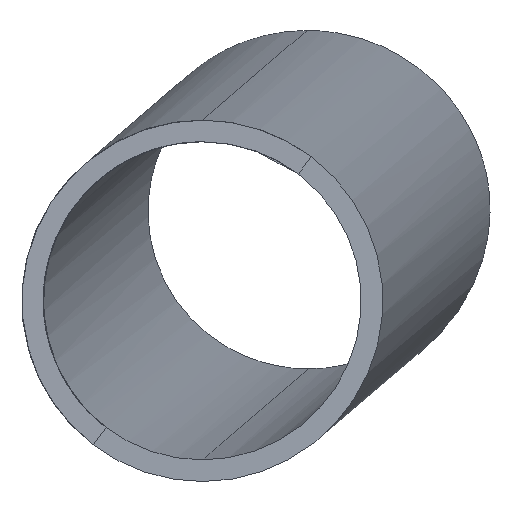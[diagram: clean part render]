
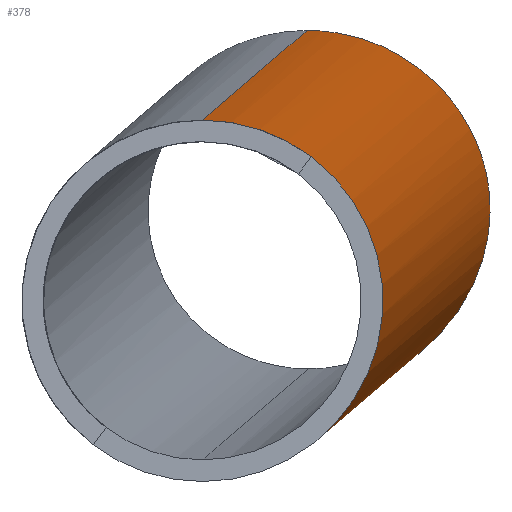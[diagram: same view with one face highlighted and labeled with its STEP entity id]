
A CAD part, left-side view. The second image highlights one B-rep face of the part: STEP entity #378.
In plain terms, the highlighted cylindrical face has radius 12.5 mm (diameter 25 mm), a partial arc.
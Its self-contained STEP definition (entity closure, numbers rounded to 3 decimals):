
#74=CARTESIAN_POINT('Vertex',(36.003,-179.721,-44.737)) ;
#78=CARTESIAN_POINT('Control Point',(39.128,-188.821,-65.821)) ;
#79=CARTESIAN_POINT('Control Point',(39.425,-189.186,-65.44)) ;
#80=CARTESIAN_POINT('Control Point',(39.728,-189.529,-65.044)) ;
#81=CARTESIAN_POINT('Control Point',(40.036,-189.849,-64.632)) ;
#82=CARTESIAN_POINT('Control Point',(40.927,-190.707,-63.411)) ;
#83=CARTESIAN_POINT('Control Point',(41.807,-191.385,-62.069)) ;
#84=CARTESIAN_POINT('Control Point',(42.355,-191.751,-61.146)) ;
#85=CARTESIAN_POINT('Control Point',(43.018,-192.14,-59.777)) ;
#86=CARTESIAN_POINT('Control Point',(43.358,-192.325,-58.28)) ;
#87=CARTESIAN_POINT('Control Point',(43.421,-192.358,-57.874)) ;
#88=CARTESIAN_POINT('Control Point',(43.484,-192.391,-56.994)) ;
#89=CARTESIAN_POINT('Control Point',(43.396,-192.345,-56.116)) ;
#90=CARTESIAN_POINT('Control Point',(43.306,-192.297,-55.656)) ;
#91=CARTESIAN_POINT('Control Point',(43.07,-192.168,-54.806)) ;
#92=CARTESIAN_POINT('Control Point',(42.739,-191.972,-54.002)) ;
#93=CARTESIAN_POINT('Control Point',(42.566,-191.866,-53.632)) ;
#94=CARTESIAN_POINT('Control Point',(41.753,-191.345,-52.05)) ;
#95=CARTESIAN_POINT('Control Point',(40.768,-190.595,-50.649)) ;
#96=CARTESIAN_POINT('Control Point',(40.012,-189.899,-49.645)) ;
#97=CARTESIAN_POINT('Control Point',(38.851,-188.6,-48.183)) ;
#98=CARTESIAN_POINT('Control Point',(37.837,-186.985,-46.964)) ;
#99=CARTESIAN_POINT('Control Point',(37.491,-186.351,-46.553)) ;
#100=CARTESIAN_POINT('Control Point',(36.765,-184.777,-45.693)) ;
#101=CARTESIAN_POINT('Control Point',(36.263,-182.998,-45.096)) ;
#102=CARTESIAN_POINT('Control Point',(36.067,-181.925,-44.856)) ;
#103=CARTESIAN_POINT('Control Point',(35.981,-180.822,-44.737)) ;
#104=CARTESIAN_POINT('Control Point',(36.003,-179.721,-44.737)) ;
#105=CARTESIAN_POINT('Vertex',(39.128,-188.821,-65.821)) ;
#167=CARTESIAN_POINT('Control Point',(43.909,-179.879,-69.606)) ;
#168=CARTESIAN_POINT('Control Point',(43.909,-180.668,-69.605)) ;
#169=CARTESIAN_POINT('Control Point',(43.784,-181.457,-69.545)) ;
#170=CARTESIAN_POINT('Control Point',(43.535,-182.21,-69.424)) ;
#171=CARTESIAN_POINT('Control Point',(42.985,-183.47,-69.13)) ;
#172=CARTESIAN_POINT('Control Point',(42.303,-184.621,-68.703)) ;
#173=CARTESIAN_POINT('Control Point',(41.991,-185.104,-68.493)) ;
#174=CARTESIAN_POINT('Control Point',(41.231,-186.212,-67.941)) ;
#175=CARTESIAN_POINT('Control Point',(40.446,-187.229,-67.261)) ;
#176=CARTESIAN_POINT('Control Point',(39.995,-187.79,-66.825)) ;
#177=CARTESIAN_POINT('Control Point',(39.554,-188.322,-66.345)) ;
#178=CARTESIAN_POINT('Control Point',(39.128,-188.821,-65.821)) ;
#179=CARTESIAN_POINT('Vertex',(43.909,-179.879,-69.606)) ;
#330=CARTESIAN_POINT('Axis2P3D Location',(-138.742,-176.235,-60.221)) ;
#335=CARTESIAN_POINT('Axis2P3D Location',(-327.484,-172.47,-63.441)) ;
#339=CARTESIAN_POINT('Vertex',(-327.271,-172.474,-75.939)) ;
#341=CARTESIAN_POINT('Vertex',(-327.804,-180.011,-53.477)) ;
#344=CARTESIAN_POINT('Line Origine',(-138.529,-176.239,-72.719)) ;
#349=CARTESIAN_POINT('Line Origine',(-138.955,-176.231,-47.722)) ;
#353=CARTESIAN_POINT('Vertex',(-327.468,-172.47,-50.939)) ;
#357=CARTESIAN_POINT('Control Point',(-327.804,-180.011,-53.477)) ;
#358=CARTESIAN_POINT('Control Point',(-327.788,-179.641,-53.197)) ;
#359=CARTESIAN_POINT('Control Point',(-327.771,-179.259,-52.934)) ;
#360=CARTESIAN_POINT('Control Point',(-327.756,-178.938,-52.74)) ;
#361=CARTESIAN_POINT('Control Point',(-327.73,-178.366,-52.409)) ;
#362=CARTESIAN_POINT('Control Point',(-327.704,-177.773,-52.116)) ;
#363=CARTESIAN_POINT('Control Point',(-327.689,-177.434,-51.956)) ;
#364=CARTESIAN_POINT('Control Point',(-327.635,-176.227,-51.473)) ;
#365=CARTESIAN_POINT('Control Point',(-327.579,-174.966,-51.149)) ;
#366=CARTESIAN_POINT('Control Point',(-327.542,-174.139,-51.009)) ;
#367=CARTESIAN_POINT('Control Point',(-327.505,-173.305,-50.939)) ;
#368=CARTESIAN_POINT('Control Point',(-327.468,-172.471,-50.939)) ;
#331=DIRECTION('Axis2P3D Direction',(-1.,0.02,-0.017)) ;
#332=DIRECTION('Axis2P3D XDirection',(0.017,0.,-1.)) ;
#336=DIRECTION('Axis2P3D Direction',(-1.,0.02,-0.017)) ;
#345=DIRECTION('Vector Direction',(-1.,0.02,-0.017)) ;
#350=DIRECTION('Vector Direction',(-1.,0.02,-0.017)) ;
#333=AXIS2_PLACEMENT_3D('Cylinder Axis2P3D',#330,#331,#332) ;
#337=AXIS2_PLACEMENT_3D('Circle Axis2P3D',#335,#336,$) ;
#371=ORIENTED_EDGE('',*,*,#343,.F.) ;
#372=ORIENTED_EDGE('',*,*,#348,.F.) ;
#373=ORIENTED_EDGE('',*,*,#181,.T.) ;
#374=ORIENTED_EDGE('',*,*,#107,.T.) ;
#375=ORIENTED_EDGE('',*,*,#355,.T.) ;
#376=ORIENTED_EDGE('',*,*,#369,.F.) ;
#346=VECTOR('Line Direction',#345,1.) ;
#351=VECTOR('Line Direction',#350,1.) ;
#378=ADVANCED_FACE('Corps principal',(#377),#334,.T.) ;
#77=B_SPLINE_CURVE_WITH_KNOTS('',5,(#78,#79,#80,#81,#82,#83,#84,#85,#86,#87,#88,#89,#90,#91,#92,#93,#94,#95,#96,#97,#98,#99,#100,#101,#102,#103,#104),.UNSPECIFIED.,.F.,.U.,(6,3,3,3,3,3,3,3,6),(15.252,19.529,27.532,30.433,33.747,36.721,46.841,52.688,60.476),.UNSPECIFIED.) ;
#166=B_SPLINE_CURVE_WITH_KNOTS('',5,(#167,#168,#169,#170,#171,#172,#173,#174,#175,#176,#177,#178),.UNSPECIFIED.,.F.,.U.,(6,3,3,6),(0.,5.583,9.906,15.842),.UNSPECIFIED.) ;
#356=B_SPLINE_CURVE_WITH_KNOTS('',5,(#357,#358,#359,#360,#361,#362,#363,#364,#365,#366,#367,#368),.UNSPECIFIED.,.F.,.U.,(6,3,3,6),(0.,3.282,6.564,12.468),.UNSPECIFIED.) ;
#338=CIRCLE('generated circle',#337,12.5) ;
#334=CYLINDRICAL_SURFACE('generated cylinder',#333,12.5) ;
#107=EDGE_CURVE('',#106,#75,#77,.T.) ;
#181=EDGE_CURVE('',#180,#106,#166,.T.) ;
#343=EDGE_CURVE('',#340,#342,#338,.T.) ;
#348=EDGE_CURVE('',#180,#340,#347,.T.) ;
#355=EDGE_CURVE('',#75,#354,#352,.T.) ;
#369=EDGE_CURVE('',#342,#354,#356,.T.) ;
#370=EDGE_LOOP('',(#371,#372,#373,#374,#375,#376)) ;
#377=FACE_OUTER_BOUND('',#370,.T.) ;
#347=LINE('Line',#344,#346) ;
#352=LINE('Line',#349,#351) ;
#75=VERTEX_POINT('',#74) ;
#106=VERTEX_POINT('',#105) ;
#180=VERTEX_POINT('',#179) ;
#340=VERTEX_POINT('',#339) ;
#342=VERTEX_POINT('',#341) ;
#354=VERTEX_POINT('',#353) ;
